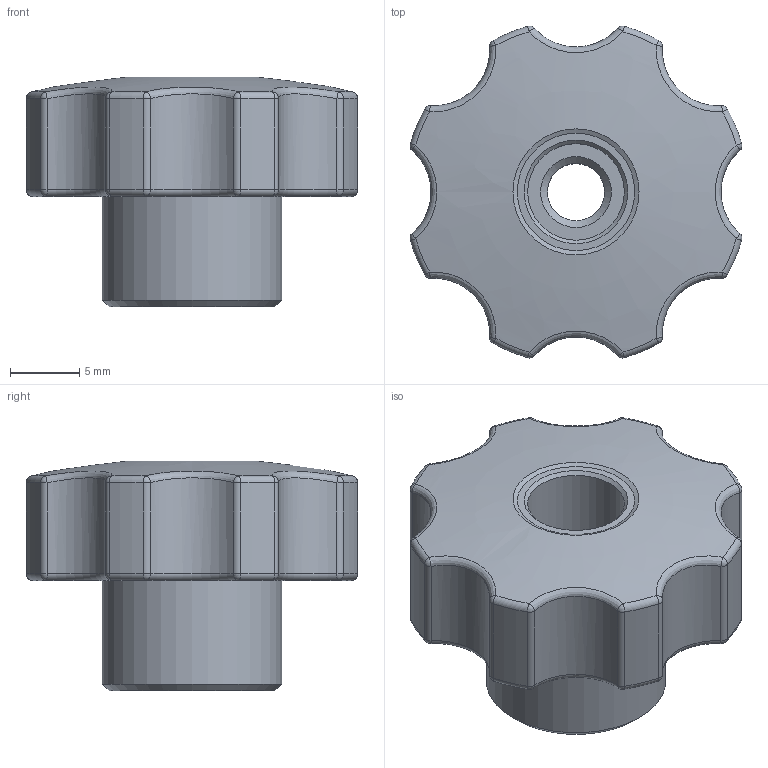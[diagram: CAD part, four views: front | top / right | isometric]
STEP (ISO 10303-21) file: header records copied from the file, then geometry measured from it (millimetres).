
FILE_DESCRIPTION( ( 'Unknown' ), '1' );
FILE_NAME( '6303205_VBA25_FP_M05.stp', 'Unknown', ( 'Unknown' ), ( 'Unknown' ), 'PSStep 11.0', 'Unknown', ' ' );
FILE_SCHEMA( ( 'AUTOMOTIVE_DESIGN { 1 0 10303 214 1 1 1 1 }' ) );
Length unit declared in the file: millimetre
Products named in the file (1): 6303205
Bounding box: 24.03 x 24.03 x 16.66 mm (x, y, z)
Volume: 3734.5 mm3; surface area: 2422 mm2
Topology: 1 solids, 1 shells, 112 faces, 238 edges, 114 vertices
Faces by surface type: cylinder 35, sphere 32, torus 25, bspline 9, cone 7, plane 4
Full cylindrical faces by diameter (mm): 4.134 x1, 7 x1, 13 x1
Entity records: 5813 total; most frequent: CARTESIAN_POINT 2634, DIRECTION 558, ORIENTED_EDGE 414, AXIS2_PLACEMENT_3D 263, EDGE_CURVE 207, CIRCLE 159, EDGE_LOOP 128, FACE_OUTER_BOUND 117
